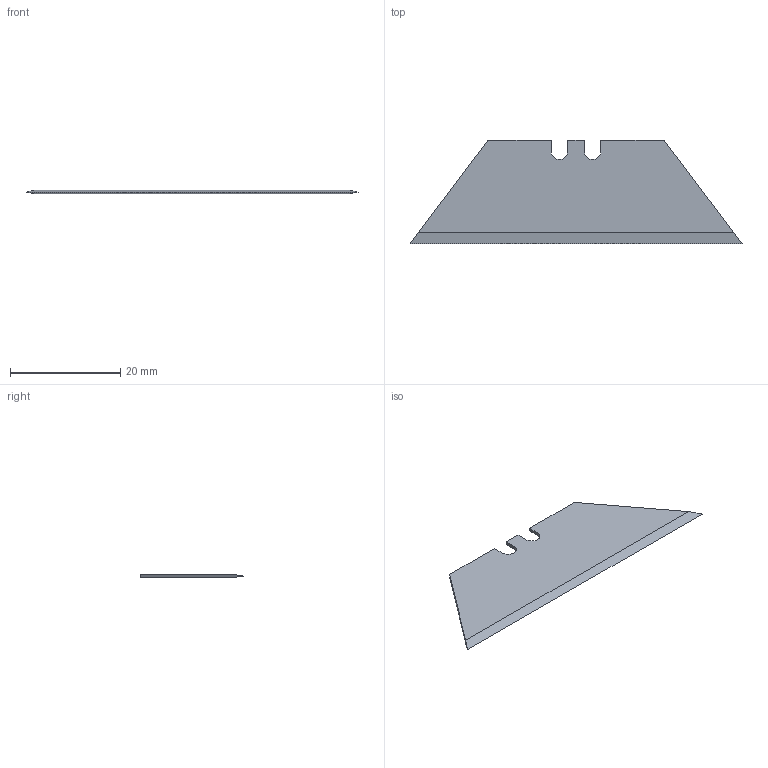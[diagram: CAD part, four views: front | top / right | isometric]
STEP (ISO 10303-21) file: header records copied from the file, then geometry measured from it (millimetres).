
FILE_DESCRIPTION((''),'2;1');
FILE_NAME('Utility Blade (Stanley).stp','2015-10-05T20:32:42',('Lainey'),(''),'Autodesk Inventor 2012','Autodesk Inventor 2012','');
FILE_SCHEMA(('AUTOMOTIVE_DESIGN { 1 0 10303 214 1 1 1 1 }'));
Length unit declared in the file: millimetre
Products named in the file (1): Utility Blade (Stanley)
Bounding box: 60.25 x 18.7 x 0.6 mm (x, y, z)
Volume: 470.5 mm3; surface area: 1742.2 mm2
Topology: 1 solids, 1 shells, 15 faces, 39 edges, 26 vertices
Faces by surface type: plane 13, cylinder 2
Entity records: 501 total; most frequent: CARTESIAN_POINT 81, ORIENTED_EDGE 78, DIRECTION 75, EDGE_CURVE 39, VECTOR 35, LINE 35, VERTEX_POINT 26, AXIS2_PLACEMENT_3D 20
